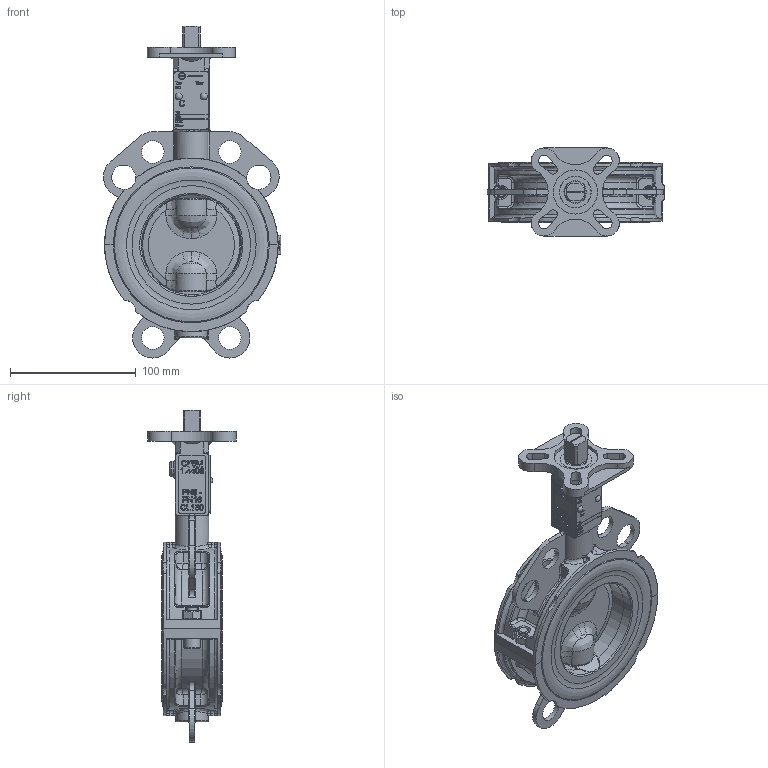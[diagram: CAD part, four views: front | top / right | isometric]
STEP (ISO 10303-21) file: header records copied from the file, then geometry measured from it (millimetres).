
FILE_DESCRIPTION((''),'2;1');
FILE_NAME('Z611-K DN80.stp','2013-11-12T09:36:48',('hellwig'),(''),'Autodesk Inventor 2013','Autodesk Inventor 2013','');
FILE_SCHEMA(('AUTOMOTIVE_DESIGN { 1 0 10303 214 1 1 1 1 }'));
Length unit declared in the file: millimetre
Products named in the file (16): ZC1Z-080-N2XX72-00VA; ZC1D-080-0000-22 VA; Lagerbuchse 18x20x15; ZC1E-080-0000-24 VA; AMXX-080-0000-21 eingebaut; AMXX-080-0000-21 EPDM-EG; AMXX-080-0000-21 PTFE-EG; SN2F-080-0006-32; WOVS-080-0066-40; ISO 4028 M6 x 10; WURS-080-0015-40; ISO 4032 M8; ISO 4762 M8 x 25; KRXF-000-0014-43-DN80-125; KTXF-000-0022-32; ISO 8746 A 3 x 4 - A
Assembly tree (20 placements, depth 3):
  ZC1Z-080-N2XX72-00VA
    ZC1D-080-0000-22 VA
    Lagerbuchse 18x20x15  x3
    ZC1E-080-0000-24 VA
    AMXX-080-0000-21 eingebaut
      AMXX-080-0000-21 EPDM-EG
      AMXX-080-0000-21 PTFE-EG
    SN2F-080-0006-32
    WOVS-080-0066-40
    ISO 4028 M6 x 10
    WURS-080-0015-40
    ISO 4032 M8  x2
    ISO 4762 M8 x 25  x2
    KRXF-000-0014-43-DN80-125
    KTXF-000-0022-32
    ISO 8746 A 3 x 4 - A  x2
Bounding box: 140.88 x 70 x 263.91 mm (x, y, z)
Volume: 478220 mm3; surface area: 252838.6 mm2
Topology: 19 solids, 19 shells, 2080 faces, 5380 edges, 3443 vertices
Faces by surface type: plane 897, bspline 603, cylinder 324, torus 117, cone 110, sphere 29
Full cylindrical faces by diameter (mm): 3 x4, 3.2 x2, 4 x1, 4.917 x2, 6 x1, 6.647 x2, 8 x2, 8.5 x4, 13 x2, 15 x1, 18 x16, 18.2 x1, 19 x2, 20 x6, 20.5 x4, 21 x1, 25 x5, 25.2 x1, 35.1 x1, 92 x2, 116.8 x2, 123.8 x4
Entity records: 70205 total; most frequent: CARTESIAN_POINT 23810, ORIENTED_EDGE 10140, DIRECTION 7593, EDGE_CURVE 5070, VERTEX_POINT 3331, VECTOR 2595, LINE 2595, AXIS2_PLACEMENT_3D 2499
